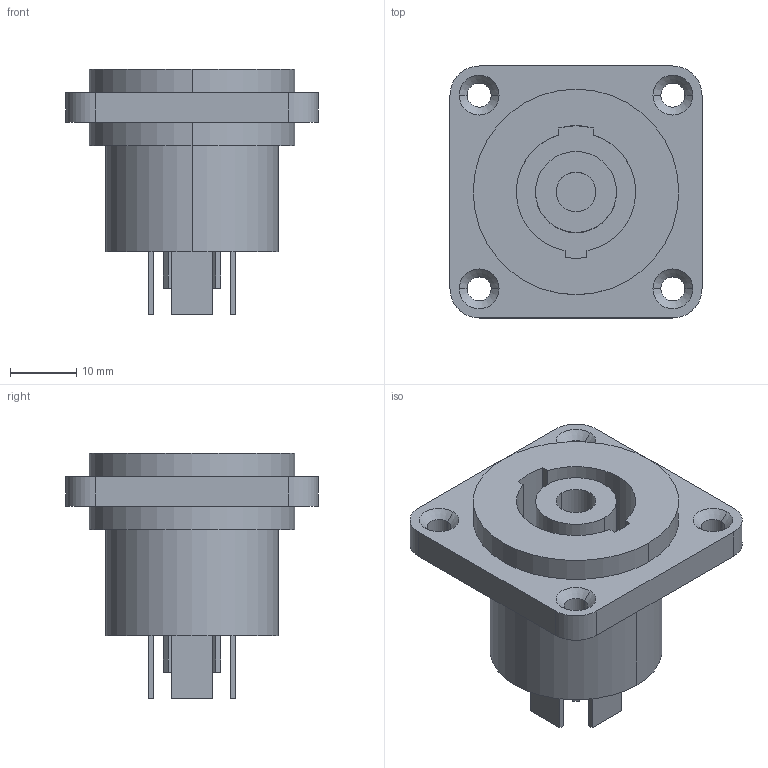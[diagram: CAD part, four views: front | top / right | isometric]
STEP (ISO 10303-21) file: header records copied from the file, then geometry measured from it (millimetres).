
FILE_DESCRIPTION((''),'2;1');
FILE_NAME('D-NLT4MP','2016-05-31T',('odo'),(''),'CREO PARAMETRIC BY PTC INC, 2015380','CREO PARAMETRIC BY PTC INC, 2015380','');
FILE_SCHEMA(('CONFIG_CONTROL_DESIGN'));
Length unit declared in the file: millimetre
Products named in the file (1): D-NLT4MP
Bounding box: 38 x 38 x 37 mm (x, y, z)
Volume: 16799.1 mm3; surface area: 8733.6 mm2
Topology: 1 solids, 1 shells, 83 faces, 202 edges, 132 vertices
Faces by surface type: plane 49, cylinder 26, cone 8
Entity records: 2486 total; most frequent: DIRECTION 428, CARTESIAN_POINT 417, ORIENTED_EDGE 404, EDGE_CURVE 202, AXIS2_PLACEMENT_3D 143, VECTOR 142, LINE 142, VERTEX_POINT 132
